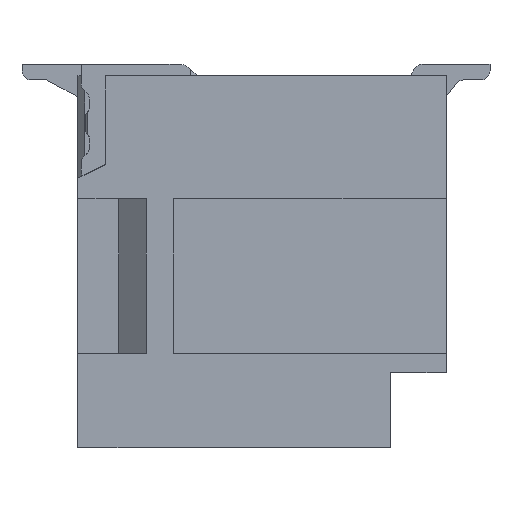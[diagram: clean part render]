
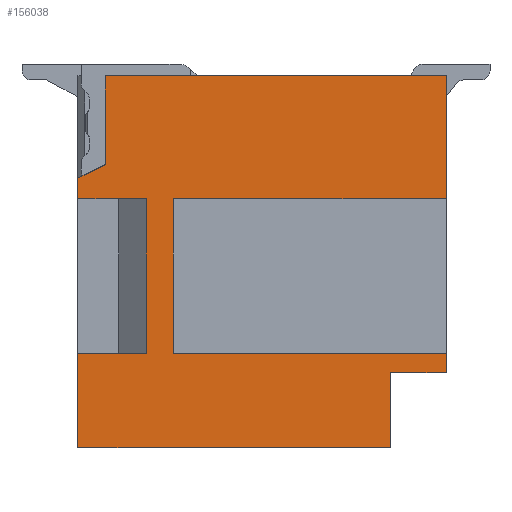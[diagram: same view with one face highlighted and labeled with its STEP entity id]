
A CAD part, front view. The second image highlights one B-rep face of the part: STEP entity #156038.
In plain terms, the highlighted planar face has unit normal (0, -1, 0).
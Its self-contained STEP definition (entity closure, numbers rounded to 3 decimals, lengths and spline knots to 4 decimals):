
#1838 = CARTESIAN_POINT ( 'NONE',  ( 1.4, -19.5, -4.07 ) ) ;
#2654 = CARTESIAN_POINT ( 'NONE',  ( 0., -19.5, -1.8 ) ) ;
#2801 = CARTESIAN_POINT ( 'NONE',  ( 5.4, -19.5, -4.35 ) ) ;
#3062 = ORIENTED_EDGE ( 'NONE', *, *, #5777, .F. ) ;
#3211 = CARTESIAN_POINT ( 'NONE',  ( 0., -19.5, -5.57 ) ) ;
#3719 = CARTESIAN_POINT ( 'NONE',  ( 5.4, -19.5, 0.12 ) ) ;
#5163 = CARTESIAN_POINT ( 'NONE',  ( 5.4, -19.5, -1.8 ) ) ;
#5462 = CARTESIAN_POINT ( 'NONE',  ( 4.7, -19.5, -5.45 ) ) ;
#5777 = EDGE_CURVE ( 'NONE', #43400, #149397, #55726, .T. ) ;
#6573 = CARTESIAN_POINT ( 'NONE',  ( 0., -19.5, -4.07 ) ) ;
#6667 = EDGE_CURVE ( 'NONE', #10150, #40747, #13415, .T. ) ;
#7196 = LINE ( 'NONE', #115446, #128545 ) ;
#8988 = DIRECTION ( 'NONE',  ( -1., 0., 0. ) ) ;
#9471 = VECTOR ( 'NONE', #28410, 1000. ) ;
#9529 = VECTOR ( 'NONE', #69167, 1000. ) ;
#10150 = VERTEX_POINT ( 'NONE', #79280 ) ;
#10862 = VECTOR ( 'NONE', #13837, 1000. ) ;
#13415 = LINE ( 'NONE', #166183, #73035 ) ;
#13837 = DIRECTION ( 'NONE',  ( 0., 0., 1. ) ) ;
#17623 = DIRECTION ( 'NONE',  ( 0., 0., -1. ) ) ;
#19170 = LINE ( 'NONE', #69065, #19752 ) ;
#19752 = VECTOR ( 'NONE', #139501, 1000. ) ;
#20326 = CARTESIAN_POINT ( 'NONE',  ( -0.12, -19.5, 0. ) ) ;
#21408 = VERTEX_POINT ( 'NONE', #128214 ) ;
#23335 = DIRECTION ( 'NONE',  ( 0., 1., 0. ) ) ;
#26830 = EDGE_CURVE ( 'NONE', #141154, #100080, #49722, .T. ) ;
#28410 = DIRECTION ( 'NONE',  ( 0.894, 0., 0.447 ) ) ;
#29649 = VERTEX_POINT ( 'NONE', #118795 ) ;
#32280 = VERTEX_POINT ( 'NONE', #6573 ) ;
#32343 = VERTEX_POINT ( 'NONE', #148433 ) ;
#32816 = CARTESIAN_POINT ( 'NONE',  ( 5.4, -19.5, -4.07 ) ) ;
#36953 = LINE ( 'NONE', #149458, #158108 ) ;
#40747 = VERTEX_POINT ( 'NONE', #2654 ) ;
#41210 = EDGE_CURVE ( 'NONE', #111167, #118992, #118503, .T. ) ;
#43400 = VERTEX_POINT ( 'NONE', #166050 ) ;
#45082 = EDGE_CURVE ( 'NONE', #100080, #111167, #110307, .T. ) ;
#46631 = ORIENTED_EDGE ( 'NONE', *, *, #103952, .F. ) ;
#46770 = EDGE_CURVE ( 'NONE', #118992, #32280, #136899, .T. ) ;
#49722 = LINE ( 'NONE', #119533, #54504 ) ;
#53941 = LINE ( 'NONE', #20326, #113537 ) ;
#54504 = VECTOR ( 'NONE', #104390, 1000. ) ;
#55304 = CARTESIAN_POINT ( 'NONE',  ( -0.12, -19.5, -1.8 ) ) ;
#55726 = LINE ( 'NONE', #167420, #114423 ) ;
#56090 = EDGE_CURVE ( 'NONE', #29649, #62160, #173680, .T. ) ;
#57994 = EDGE_CURVE ( 'NONE', #165154, #141154, #91336, .T. ) ;
#58000 = VECTOR ( 'NONE', #89750, 1000. ) ;
#59179 = CARTESIAN_POINT ( 'NONE',  ( 4.58, -19.5, -5.45 ) ) ;
#60280 = ORIENTED_EDGE ( 'NONE', *, *, #72182, .F. ) ;
#62160 = VERTEX_POINT ( 'NONE', #5163 ) ;
#67805 = LINE ( 'NONE', #173837, #10862 ) ;
#68853 = LINE ( 'NONE', #55304, #9529 ) ;
#69065 = CARTESIAN_POINT ( 'NONE',  ( 5.52, -19.5, -4.07 ) ) ;
#69167 = DIRECTION ( 'NONE',  ( -1., 0., 0. ) ) ;
#70627 = DIRECTION ( 'NONE',  ( 0., 0., -1. ) ) ;
#72182 = EDGE_CURVE ( 'NONE', #149397, #165154, #19170, .T. ) ;
#72248 = ORIENTED_EDGE ( 'NONE', *, *, #140855, .F. ) ;
#73035 = VECTOR ( 'NONE', #154679, 1000. ) ;
#73666 = CARTESIAN_POINT ( 'NONE',  ( 5.4, -19.5, 0.12 ) ) ;
#74815 = ORIENTED_EDGE ( 'NONE', *, *, #124940, .F. ) ;
#75100 = LINE ( 'NONE', #124102, #9471 ) ;
#75255 = CARTESIAN_POINT ( 'NONE',  ( 0.4, -19.5, -1.3 ) ) ;
#76042 = VECTOR ( 'NONE', #141592, 1000. ) ;
#79280 = CARTESIAN_POINT ( 'NONE',  ( 1., -19.5, -1.8 ) ) ;
#80699 = DIRECTION ( 'NONE',  ( 0., 0., -1. ) ) ;
#82113 = ORIENTED_EDGE ( 'NONE', *, *, #110899, .F. ) ;
#83538 = CARTESIAN_POINT ( 'NONE',  ( 1., -19.5, -1.68 ) ) ;
#86890 = CARTESIAN_POINT ( 'NONE',  ( 0., -19.5, -5.45 ) ) ;
#88058 = CARTESIAN_POINT ( 'NONE',  ( 0.4, -19.5, 0. ) ) ;
#89750 = DIRECTION ( 'NONE',  ( 0., 0., -1. ) ) ;
#91336 = LINE ( 'NONE', #3719, #151048 ) ;
#93707 = ORIENTED_EDGE ( 'NONE', *, *, #56090, .F. ) ;
#95773 = ORIENTED_EDGE ( 'NONE', *, *, #26830, .F. ) ;
#100080 = VERTEX_POINT ( 'NONE', #146738 ) ;
#103952 = EDGE_CURVE ( 'NONE', #164938, #161705, #67805, .T. ) ;
#104390 = DIRECTION ( 'NONE',  ( -1., 0., 0. ) ) ;
#110307 = LINE ( 'NONE', #136069, #170361 ) ;
#110574 = ORIENTED_EDGE ( 'NONE', *, *, #6667, .F. ) ;
#110899 = EDGE_CURVE ( 'NONE', #21408, #164938, #75100, .T. ) ;
#111167 = VERTEX_POINT ( 'NONE', #59179 ) ;
#113537 = VECTOR ( 'NONE', #130925, 1000. ) ;
#114423 = VECTOR ( 'NONE', #70627, 1000. ) ;
#115446 = CARTESIAN_POINT ( 'NONE',  ( 5.52, -19.5, -4.07 ) ) ;
#118503 = LINE ( 'NONE', #5462, #178273 ) ;
#118795 = CARTESIAN_POINT ( 'NONE',  ( 5.4, -19.5, 0. ) ) ;
#118992 = VERTEX_POINT ( 'NONE', #86890 ) ;
#119533 = CARTESIAN_POINT ( 'NONE',  ( 5.52, -19.5, -4.35 ) ) ;
#123303 = ORIENTED_EDGE ( 'NONE', *, *, #152044, .F. ) ;
#124102 = CARTESIAN_POINT ( 'NONE',  ( -0.1073, -19.5, -1.5537 ) ) ;
#124940 = EDGE_CURVE ( 'NONE', #40747, #21408, #36953, .T. ) ;
#125036 = DIRECTION ( 'NONE',  ( 0., 0., 1. ) ) ;
#128214 = CARTESIAN_POINT ( 'NONE',  ( 0., -19.5, -1.5 ) ) ;
#128545 = VECTOR ( 'NONE', #144379, 1000. ) ;
#130925 = DIRECTION ( 'NONE',  ( 1., 0., 0. ) ) ;
#133757 = EDGE_CURVE ( 'NONE', #32343, #10150, #143687, .T. ) ;
#134666 = ORIENTED_EDGE ( 'NONE', *, *, #45082, .F. ) ;
#135700 = EDGE_CURVE ( 'NONE', #161705, #29649, #53941, .T. ) ;
#136069 = CARTESIAN_POINT ( 'NONE',  ( 4.58, -19.5, -4.23 ) ) ;
#136899 = LINE ( 'NONE', #3211, #76042 ) ;
#136960 = ORIENTED_EDGE ( 'NONE', *, *, #135700, .F. ) ;
#137072 = FACE_OUTER_BOUND ( 'NONE', #171664, .T. ) ;
#139501 = DIRECTION ( 'NONE',  ( 1., 0., 0. ) ) ;
#140855 = EDGE_CURVE ( 'NONE', #62160, #43400, #68853, .T. ) ;
#141154 = VERTEX_POINT ( 'NONE', #2801 ) ;
#141592 = DIRECTION ( 'NONE',  ( 0., 0., 1. ) ) ;
#141952 = PLANE ( 'NONE',  #167324 ) ;
#143687 = LINE ( 'NONE', #83538, #148400 ) ;
#144278 = CARTESIAN_POINT ( 'NONE',  ( -0.12, -19.5, 0.12 ) ) ;
#144379 = DIRECTION ( 'NONE',  ( 1., 0., 0. ) ) ;
#145462 = DIRECTION ( 'NONE',  ( 1., 0., 0. ) ) ;
#146027 = ORIENTED_EDGE ( 'NONE', *, *, #46770, .F. ) ;
#146738 = CARTESIAN_POINT ( 'NONE',  ( 4.58, -19.5, -4.35 ) ) ;
#148400 = VECTOR ( 'NONE', #125036, 1000. ) ;
#148433 = CARTESIAN_POINT ( 'NONE',  ( 1., -19.5, -4.07 ) ) ;
#148741 = ORIENTED_EDGE ( 'NONE', *, *, #133757, .F. ) ;
#149397 = VERTEX_POINT ( 'NONE', #1838 ) ;
#149458 = CARTESIAN_POINT ( 'NONE',  ( 0., -19.5, -5.57 ) ) ;
#151048 = VECTOR ( 'NONE', #17623, 1000. ) ;
#152044 = EDGE_CURVE ( 'NONE', #32280, #32343, #7196, .T. ) ;
#154679 = DIRECTION ( 'NONE',  ( -1., 0., 0. ) ) ;
#156038 = ADVANCED_FACE ( 'NONE', ( #137072 ), #141952, .F. ) ;
#158108 = VECTOR ( 'NONE', #177200, 1000. ) ;
#159408 = ORIENTED_EDGE ( 'NONE', *, *, #57994, .F. ) ;
#161705 = VERTEX_POINT ( 'NONE', #88058 ) ;
#164938 = VERTEX_POINT ( 'NONE', #75255 ) ;
#165154 = VERTEX_POINT ( 'NONE', #32816 ) ;
#166050 = CARTESIAN_POINT ( 'NONE',  ( 1.4, -19.5, -1.8 ) ) ;
#166183 = CARTESIAN_POINT ( 'NONE',  ( -0.12, -19.5, -1.8 ) ) ;
#167324 = AXIS2_PLACEMENT_3D ( 'NONE', #144278, #23335, #145462 ) ;
#167420 = CARTESIAN_POINT ( 'NONE',  ( 1.4, -19.5, -1.68 ) ) ;
#170361 = VECTOR ( 'NONE', #80699, 1000. ) ;
#171664 = EDGE_LOOP ( 'NONE', ( #74815, #110574, #148741, #123303, #146027, #174561, #134666, #95773, #159408, #60280, #3062, #72248, #93707, #136960, #46631, #82113 ) ) ;
#173680 = LINE ( 'NONE', #73666, #58000 ) ;
#173837 = CARTESIAN_POINT ( 'NONE',  ( 0.4, -19.5, -1.42 ) ) ;
#174561 = ORIENTED_EDGE ( 'NONE', *, *, #41210, .F. ) ;
#177200 = DIRECTION ( 'NONE',  ( 0., 0., 1. ) ) ;
#178273 = VECTOR ( 'NONE', #8988, 1000. ) ;
